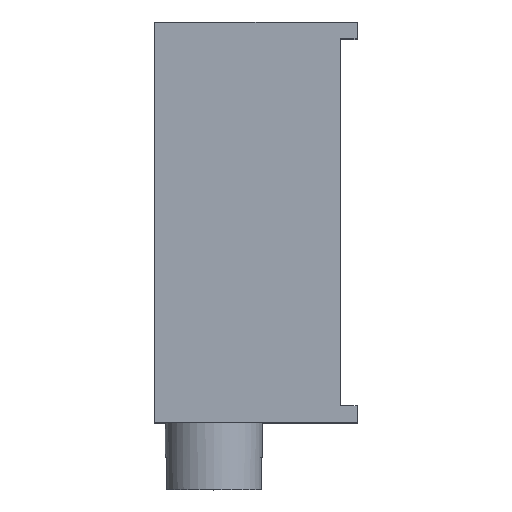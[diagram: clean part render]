
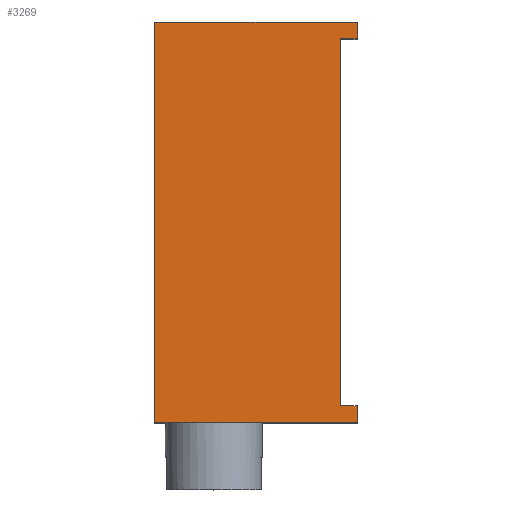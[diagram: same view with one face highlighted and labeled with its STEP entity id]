
A CAD part, top view. The second image highlights one B-rep face of the part: STEP entity #3269.
In plain terms, the highlighted planar face has unit normal (0, 0, 1).
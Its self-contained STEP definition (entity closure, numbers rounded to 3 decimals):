
#297=FACE_OUTER_BOUND('',#477,.T.);
#477=EDGE_LOOP('',(#2983,#2984,#2985,#2986,#2987,#2988,#2989,#2990));
#673=LINE('',#6532,#916);
#680=LINE('',#6548,#923);
#684=LINE('',#6556,#927);
#689=LINE('',#6567,#932);
#693=LINE('',#6575,#936);
#698=LINE('',#6584,#941);
#715=LINE('',#6617,#958);
#725=LINE('',#6636,#968);
#916=VECTOR('',#3627,10.);
#923=VECTOR('',#3638,10.);
#927=VECTOR('',#3644,10.);
#932=VECTOR('',#3653,10.);
#936=VECTOR('',#3659,10.);
#941=VECTOR('',#3668,10.);
#958=VECTOR('',#3697,10.);
#968=VECTOR('',#3717,10.);
#1513=VERTEX_POINT('',#6529);
#1514=VERTEX_POINT('',#6531);
#1520=VERTEX_POINT('',#6546);
#1521=VERTEX_POINT('',#6547);
#1524=VERTEX_POINT('',#6555);
#1527=VERTEX_POINT('',#6565);
#1528=VERTEX_POINT('',#6566);
#1531=VERTEX_POINT('',#6574);
#1980=EDGE_CURVE('',#1514,#1513,#673,.T.);
#1987=EDGE_CURVE('',#1520,#1521,#680,.T.);
#1991=EDGE_CURVE('',#1524,#1520,#684,.T.);
#1996=EDGE_CURVE('',#1527,#1528,#689,.T.);
#2000=EDGE_CURVE('',#1531,#1527,#693,.T.);
#2005=EDGE_CURVE('',#1531,#1521,#698,.T.);
#2022=EDGE_CURVE('',#1513,#1528,#715,.T.);
#2032=EDGE_CURVE('',#1514,#1524,#725,.T.);
#2983=ORIENTED_EDGE('',*,*,#2005,.T.);
#2984=ORIENTED_EDGE('',*,*,#1987,.F.);
#2985=ORIENTED_EDGE('',*,*,#1991,.F.);
#2986=ORIENTED_EDGE('',*,*,#2032,.F.);
#2987=ORIENTED_EDGE('',*,*,#1980,.T.);
#2988=ORIENTED_EDGE('',*,*,#2022,.T.);
#2989=ORIENTED_EDGE('',*,*,#1996,.F.);
#2990=ORIENTED_EDGE('',*,*,#2000,.F.);
#3093=PLANE('',#3355);
#3269=ADVANCED_FACE('',(#297),#3093,.T.);
#3355=AXIS2_PLACEMENT_3D('',#6637,#3718,#3719);
#3627=DIRECTION('',(0.,-1.,0.));
#3638=DIRECTION('',(-1.,0.,0.));
#3644=DIRECTION('',(0.,-1.,0.));
#3653=DIRECTION('',(0.,-1.,0.));
#3659=DIRECTION('',(1.,0.,0.));
#3668=DIRECTION('',(0.,1.,0.));
#3697=DIRECTION('',(1.,0.,0.));
#3717=DIRECTION('',(1.,0.,0.));
#3718=DIRECTION('center_axis',(0.,0.,1.));
#3719=DIRECTION('ref_axis',(1.,0.,0.));
#6529=CARTESIAN_POINT('',(-2.415,-4.735,10.38));
#6531=CARTESIAN_POINT('',(-2.415,4.765,10.38));
#6532=CARTESIAN_POINT('',(-2.415,4.765,10.38));
#6546=CARTESIAN_POINT('',(2.385,4.365,10.38));
#6547=CARTESIAN_POINT('',(1.985,4.365,10.38));
#6548=CARTESIAN_POINT('',(2.085,4.365,10.38));
#6555=CARTESIAN_POINT('',(2.385,4.765,10.38));
#6556=CARTESIAN_POINT('',(2.385,2.19,10.38));
#6565=CARTESIAN_POINT('',(2.385,-4.335,10.38));
#6566=CARTESIAN_POINT('',(2.385,-4.735,10.38));
#6567=CARTESIAN_POINT('',(2.385,-2.36,10.38));
#6574=CARTESIAN_POINT('',(1.985,-4.335,10.38));
#6575=CARTESIAN_POINT('',(2.285,-4.335,10.38));
#6584=CARTESIAN_POINT('',(1.985,4.765,10.38));
#6617=CARTESIAN_POINT('',(-2.415,-4.735,10.38));
#6636=CARTESIAN_POINT('',(2.285,4.765,10.38));
#6637=CARTESIAN_POINT('Origin',(-0.215,0.015,10.38));
